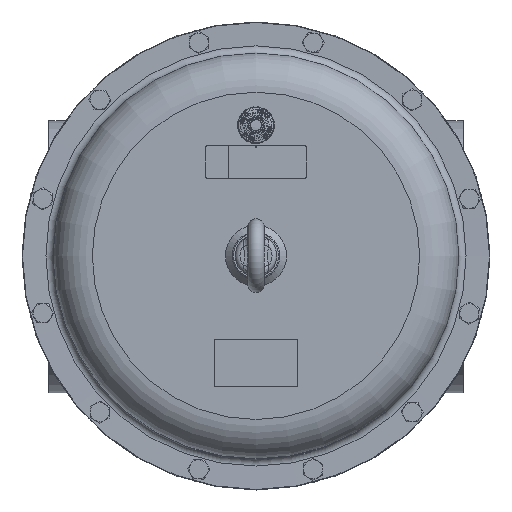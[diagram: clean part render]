
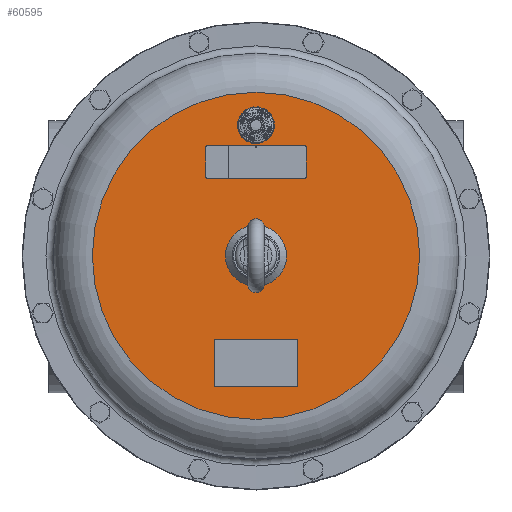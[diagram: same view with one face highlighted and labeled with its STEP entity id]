
A CAD part, top view. The second image highlights one B-rep face of the part: STEP entity #60595.
In plain terms, the highlighted planar face has unit normal (0, 0, 1).
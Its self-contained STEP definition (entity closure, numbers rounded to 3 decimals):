
#4921=FACE_BOUND('',#13634,.T.);
#4922=FACE_BOUND('',#13635,.T.);
#4923=FACE_BOUND('',#13636,.T.);
#4924=FACE_BOUND('',#13637,.T.);
#6678=CIRCLE('',#65248,137.75);
#6695=CIRCLE('',#65273,14.);
#6696=CIRCLE('',#65275,25.657);
#6832=CIRCLE('',#65602,2.);
#6833=CIRCLE('',#65605,2.);
#6834=CIRCLE('',#65608,2.);
#6835=CIRCLE('',#65611,2.);
#9988=FACE_OUTER_BOUND('',#13633,.T.);
#13633=EDGE_LOOP('',(#47203));
#13634=EDGE_LOOP('',(#47204));
#13635=EDGE_LOOP('',(#47205,#47206,#47207,#47208,#47209,#47210,#47211,#47212));
#13636=EDGE_LOOP('',(#47213,#47214,#47215,#47216));
#13637=EDGE_LOOP('',(#47217));
#17324=LINE('',#119703,#20738);
#17328=LINE('',#119712,#20742);
#17331=LINE('',#119720,#20745);
#17334=LINE('',#119728,#20748);
#17336=LINE('',#119735,#20750);
#17339=LINE('',#119740,#20753);
#17341=LINE('',#119744,#20755);
#17343=LINE('',#119747,#20757);
#20738=VECTOR('',#77482,1000.);
#20742=VECTOR('',#77492,1000.);
#20745=VECTOR('',#77501,1000.);
#20748=VECTOR('',#77510,1000.);
#20750=VECTOR('',#77518,1000.);
#20753=VECTOR('',#77523,1000.);
#20755=VECTOR('',#77527,1000.);
#20757=VECTOR('',#77531,1000.);
#25243=VERTEX_POINT('',#117805);
#25274=VERTEX_POINT('',#117874);
#25275=VERTEX_POINT('',#117878);
#25532=VERTEX_POINT('',#119701);
#25533=VERTEX_POINT('',#119702);
#25534=VERTEX_POINT('',#119707);
#25535=VERTEX_POINT('',#119711);
#25536=VERTEX_POINT('',#119715);
#25537=VERTEX_POINT('',#119719);
#25538=VERTEX_POINT('',#119723);
#25539=VERTEX_POINT('',#119727);
#25540=VERTEX_POINT('',#119733);
#25541=VERTEX_POINT('',#119734);
#25542=VERTEX_POINT('',#119739);
#25543=VERTEX_POINT('',#119743);
#32538=EDGE_CURVE('',#25243,#25243,#6678,.T.);
#32571=EDGE_CURVE('',#25274,#25274,#6695,.T.);
#32573=EDGE_CURVE('',#25275,#25275,#6696,.T.);
#32976=EDGE_CURVE('',#25532,#25533,#17324,.T.);
#32979=EDGE_CURVE('',#25533,#25534,#6832,.T.);
#32981=EDGE_CURVE('',#25534,#25535,#17328,.T.);
#32983=EDGE_CURVE('',#25535,#25536,#6833,.T.);
#32985=EDGE_CURVE('',#25536,#25537,#17331,.T.);
#32987=EDGE_CURVE('',#25537,#25538,#6834,.T.);
#32989=EDGE_CURVE('',#25538,#25539,#17334,.T.);
#32991=EDGE_CURVE('',#25539,#25532,#6835,.T.);
#32992=EDGE_CURVE('',#25540,#25541,#17336,.T.);
#32995=EDGE_CURVE('',#25541,#25542,#17339,.T.);
#32997=EDGE_CURVE('',#25542,#25543,#17341,.T.);
#32999=EDGE_CURVE('',#25543,#25540,#17343,.T.);
#47203=ORIENTED_EDGE('',*,*,#32538,.F.);
#47204=ORIENTED_EDGE('',*,*,#32573,.T.);
#47205=ORIENTED_EDGE('',*,*,#32991,.F.);
#47206=ORIENTED_EDGE('',*,*,#32989,.F.);
#47207=ORIENTED_EDGE('',*,*,#32987,.F.);
#47208=ORIENTED_EDGE('',*,*,#32985,.F.);
#47209=ORIENTED_EDGE('',*,*,#32983,.F.);
#47210=ORIENTED_EDGE('',*,*,#32981,.F.);
#47211=ORIENTED_EDGE('',*,*,#32979,.F.);
#47212=ORIENTED_EDGE('',*,*,#32976,.F.);
#47213=ORIENTED_EDGE('',*,*,#32999,.F.);
#47214=ORIENTED_EDGE('',*,*,#32997,.F.);
#47215=ORIENTED_EDGE('',*,*,#32995,.F.);
#47216=ORIENTED_EDGE('',*,*,#32992,.F.);
#47217=ORIENTED_EDGE('',*,*,#32571,.T.);
#54519=PLANE('',#65646);
#60595=ADVANCED_FACE('',(#9988,#4921,#4922,#4923,#4924),#54519,.F.);
#65248=AXIS2_PLACEMENT_3D('',#117807,#76648,#76649);
#65273=AXIS2_PLACEMENT_3D('',#117875,#76710,#76711);
#65275=AXIS2_PLACEMENT_3D('',#117879,#76715,#76716);
#65602=AXIS2_PLACEMENT_3D('',#119708,#77487,#77488);
#65605=AXIS2_PLACEMENT_3D('',#119716,#77496,#77497);
#65608=AXIS2_PLACEMENT_3D('',#119724,#77505,#77506);
#65611=AXIS2_PLACEMENT_3D('',#119731,#77514,#77515);
#65646=AXIS2_PLACEMENT_3D('',#119818,#77626,#77627);
#76648=DIRECTION('center_axis',(0.,0.,
-1.));
#76649=DIRECTION('ref_axis',(-1.,0.,0.));
#76710=DIRECTION('center_axis',(0.,0.,
-1.));
#76711=DIRECTION('ref_axis',(-1.,0.,0.));
#76715=DIRECTION('center_axis',(0.,0.,
-1.));
#76716=DIRECTION('ref_axis',(-1.,0.,0.));
#77482=DIRECTION('',(0.,1.,0.));
#77487=DIRECTION('center_axis',(0.,0.,
1.));
#77488=DIRECTION('ref_axis',(1.,0.,0.));
#77492=DIRECTION('',(-1.,0.,0.));
#77496=DIRECTION('center_axis',(0.,0.,
1.));
#77497=DIRECTION('ref_axis',(1.,0.,0.));
#77501=DIRECTION('',(0.,-1.,0.));
#77505=DIRECTION('center_axis',(0.,0.,
1.));
#77506=DIRECTION('ref_axis',(1.,0.,0.));
#77510=DIRECTION('',(1.,0.,0.));
#77514=DIRECTION('center_axis',(0.,0.,
1.));
#77515=DIRECTION('ref_axis',(1.,0.,0.));
#77518=DIRECTION('',(-1.,0.,0.));
#77523=DIRECTION('',(0.,-1.,0.));
#77527=DIRECTION('',(1.,0.,0.));
#77531=DIRECTION('',(0.,1.,0.));
#77626=DIRECTION('center_axis',(0.,0.,
-1.));
#77627=DIRECTION('ref_axis',(-1.,0.,0.));
#117805=CARTESIAN_POINT('',(137.75,0.,493.));
#117807=CARTESIAN_POINT('Origin',(0.,0.,
493.));
#117874=CARTESIAN_POINT('',(14.,110.,493.));
#117875=CARTESIAN_POINT('Origin',(0.,110.,493.));
#117878=CARTESIAN_POINT('',(25.657,0.,493.));
#117879=CARTESIAN_POINT('Origin',(0.,0.,
493.));
#119701=CARTESIAN_POINT('',(42.5,67.,493.));
#119702=CARTESIAN_POINT('',(42.5,91.,493.));
#119703=CARTESIAN_POINT('',(42.5,67.,493.));
#119707=CARTESIAN_POINT('',(40.5,93.,493.));
#119708=CARTESIAN_POINT('Origin',(40.5,91.,493.));
#119711=CARTESIAN_POINT('',(-40.5,93.,493.));
#119712=CARTESIAN_POINT('',(40.5,93.,493.));
#119715=CARTESIAN_POINT('',(-42.5,91.,493.));
#119716=CARTESIAN_POINT('Origin',(-40.5,91.,493.));
#119719=CARTESIAN_POINT('',(-42.5,67.,493.));
#119720=CARTESIAN_POINT('',(-42.5,67.,493.));
#119723=CARTESIAN_POINT('',(-40.5,65.,493.));
#119724=CARTESIAN_POINT('Origin',(-40.5,67.,493.));
#119727=CARTESIAN_POINT('',(40.5,65.,493.));
#119728=CARTESIAN_POINT('',(40.5,65.,493.));
#119731=CARTESIAN_POINT('Origin',(40.5,67.,493.));
#119733=CARTESIAN_POINT('',(35.,-70.,493.));
#119734=CARTESIAN_POINT('',(-35.,-70.,493.));
#119735=CARTESIAN_POINT('',(35.,-70.,493.));
#119739=CARTESIAN_POINT('',(-35.,-110.,493.));
#119740=CARTESIAN_POINT('',(-35.,-70.,493.));
#119743=CARTESIAN_POINT('',(35.,-110.,493.));
#119744=CARTESIAN_POINT('',(35.,-110.,493.));
#119747=CARTESIAN_POINT('',(35.,-70.,493.));
#119818=CARTESIAN_POINT('Origin',(0.,0.,
493.));
